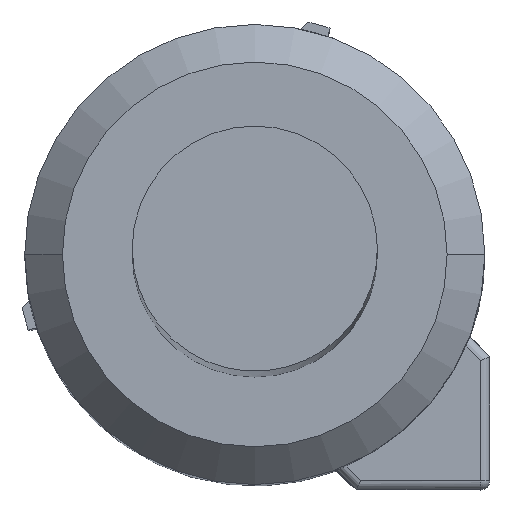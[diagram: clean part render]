
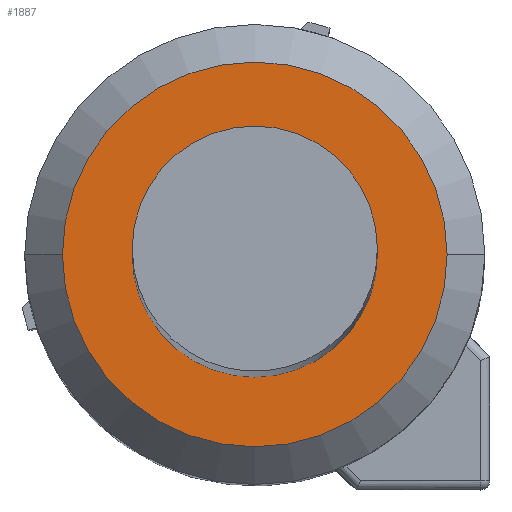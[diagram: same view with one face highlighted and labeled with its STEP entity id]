
A CAD part, top view. The second image highlights one B-rep face of the part: STEP entity #1887.
In plain terms, the highlighted planar face has unit normal (0, 0, 1).
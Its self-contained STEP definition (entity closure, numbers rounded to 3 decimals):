
#1032=AXIS2_PLACEMENT_3D('Circle Axis2P3D',#1030,#1031,$) ;
#1737=AXIS2_PLACEMENT_3D('Circle Axis2P3D',#1735,#1736,$) ;
#1863=AXIS2_PLACEMENT_3D('Plane Axis2P3D',#1860,#1861,#1862) ;
#1871=AXIS2_PLACEMENT_3D('Circle Axis2P3D',#1869,#1870,$) ;
#1880=AXIS2_PLACEMENT_3D('Circle Axis2P3D',#1878,#1879,$) ;
#1020=CARTESIAN_POINT('Vertex',(11.27,6.236,46.9)) ;
#1027=CARTESIAN_POINT('Vertex',(1.07,6.236,46.9)) ;
#1030=CARTESIAN_POINT('Axis2P3D Location',(6.17,6.236,46.9)) ;
#1735=CARTESIAN_POINT('Axis2P3D Location',(6.17,6.236,46.9)) ;
#1860=CARTESIAN_POINT('Axis2P3D Location',(6.17,6.236,46.9)) ;
#1869=CARTESIAN_POINT('Axis2P3D Location',(6.17,6.236,46.9)) ;
#1873=CARTESIAN_POINT('Vertex',(2.92,6.236,46.9)) ;
#1875=CARTESIAN_POINT('Vertex',(9.42,6.236,46.9)) ;
#1878=CARTESIAN_POINT('Axis2P3D Location',(6.17,6.236,46.9)) ;
#1031=DIRECTION('Axis2P3D Direction',(0.,0.,-1.)) ;
#1736=DIRECTION('Axis2P3D Direction',(0.,0.,-1.)) ;
#1861=DIRECTION('Axis2P3D Direction',(0.,0.,1.)) ;
#1862=DIRECTION('Axis2P3D XDirection',(-1.,0.,0.)) ;
#1870=DIRECTION('Axis2P3D Direction',(0.,0.,1.)) ;
#1879=DIRECTION('Axis2P3D Direction',(0.,0.,1.)) ;
#1866=ORIENTED_EDGE('',*,*,#1739,.T.) ;
#1867=ORIENTED_EDGE('',*,*,#1034,.T.) ;
#1884=ORIENTED_EDGE('',*,*,#1877,.F.) ;
#1885=ORIENTED_EDGE('',*,*,#1882,.F.) ;
#1886=FACE_BOUND('',#1883,.T.) ;
#1887=ADVANCED_FACE('Hauptk\X2\00F6\X0\rper',(#1868,#1886),#1864,.T.) ;
#1033=CIRCLE('generated circle',#1032,5.1) ;
#1738=CIRCLE('generated circle',#1737,5.1) ;
#1872=CIRCLE('generated circle',#1871,3.25) ;
#1881=CIRCLE('generated circle',#1880,3.25) ;
#1034=EDGE_CURVE('',#1021,#1028,#1033,.F.) ;
#1739=EDGE_CURVE('',#1028,#1021,#1738,.F.) ;
#1877=EDGE_CURVE('',#1874,#1876,#1872,.T.) ;
#1882=EDGE_CURVE('',#1876,#1874,#1881,.T.) ;
#1865=EDGE_LOOP('',(#1866,#1867)) ;
#1883=EDGE_LOOP('',(#1884,#1885)) ;
#1868=FACE_OUTER_BOUND('',#1865,.T.) ;
#1864=PLANE('',#1863) ;
#1021=VERTEX_POINT('',#1020) ;
#1028=VERTEX_POINT('',#1027) ;
#1874=VERTEX_POINT('',#1873) ;
#1876=VERTEX_POINT('',#1875) ;
